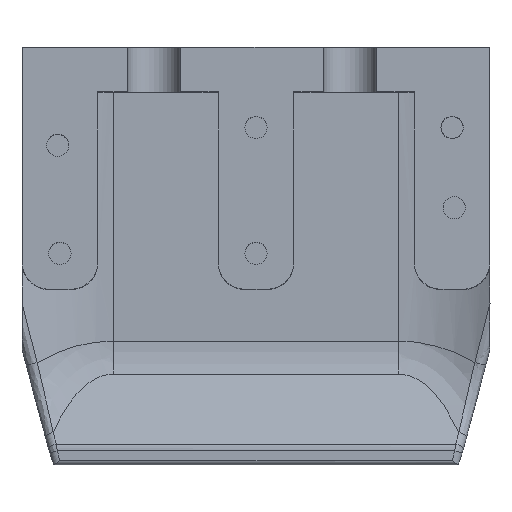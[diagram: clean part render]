
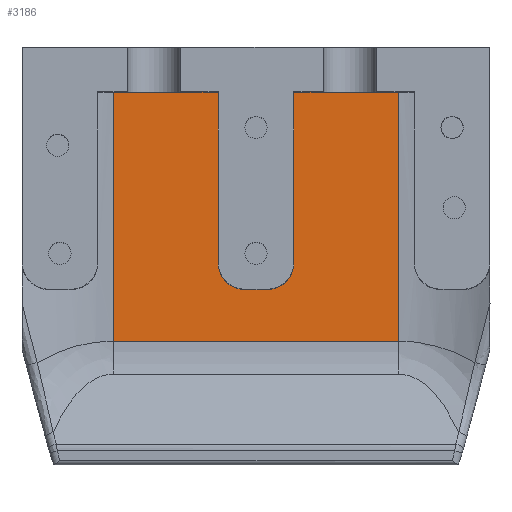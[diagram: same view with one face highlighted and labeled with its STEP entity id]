
A CAD part, top view. The second image highlights one B-rep face of the part: STEP entity #3186.
In plain terms, the highlighted planar face has unit normal (0, 0, 1).
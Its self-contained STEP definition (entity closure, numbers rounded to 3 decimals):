
#666=DIRECTION('',(1.,0.,0.));
#667=VECTOR('',#666,11.75);
#668=CARTESIAN_POINT('',(4.25,0.,-18.));
#669=LINE('',#668,#667);
#1004=DIRECTION('',(0.,-1.,0.));
#1005=VECTOR('',#1004,27.937);
#1006=CARTESIAN_POINT('',(-16.,0.,-18.));
#1007=LINE('',#1006,#1005);
#1109=DIRECTION('',(-1.,0.,0.));
#1110=VECTOR('',#1109,11.75);
#1111=CARTESIAN_POINT('',(-4.25,0.,-18.));
#1112=LINE('',#1111,#1110);
#1130=DIRECTION('',(0.,-1.,0.));
#1131=VECTOR('',#1130,19.15);
#1132=CARTESIAN_POINT('',(-4.25,0.,-18.));
#1133=LINE('',#1132,#1131);
#1138=CARTESIAN_POINT('',(-1.25,-19.15,-18.));
#1139=DIRECTION('',(0.,0.,-1.));
#1140=DIRECTION('',(0.,-1.,0.));
#1141=AXIS2_PLACEMENT_3D('',#1138,#1139,#1140);
#1147=DIRECTION('',(1.,0.,0.));
#1148=VECTOR('',#1147,2.5);
#1149=CARTESIAN_POINT('',(-1.25,-22.15,-18.));
#1150=LINE('',#1149,#1148);
#1155=CARTESIAN_POINT('',(1.25,-19.15,-18.));
#1156=DIRECTION('',(0.,0.,-1.));
#1157=DIRECTION('',(1.,0.,0.));
#1158=AXIS2_PLACEMENT_3D('',#1155,#1156,#1157);
#1164=DIRECTION('',(0.,1.,0.));
#1165=VECTOR('',#1164,19.15);
#1166=CARTESIAN_POINT('',(4.25,-19.15,-18.));
#1167=LINE('',#1166,#1165);
#1168=DIRECTION('',(0.,-1.,0.));
#1169=VECTOR('',#1168,27.937);
#1170=CARTESIAN_POINT('',(16.,0.,-18.));
#1171=LINE('',#1170,#1169);
#1172=DIRECTION('',(-1.,0.,0.));
#1173=VECTOR('',#1172,32.);
#1174=CARTESIAN_POINT('',(16.,-27.937,-18.));
#1175=LINE('',#1174,#1173);
#1618=CARTESIAN_POINT('',(4.25,0.,-18.));
#1619=CARTESIAN_POINT('',(16.,0.,-18.));
#1620=VERTEX_POINT('',#1618);
#1621=VERTEX_POINT('',#1619);
#1624=CARTESIAN_POINT('',(-4.25,0.,-18.));
#1625=CARTESIAN_POINT('',(-16.,0.,-18.));
#1626=VERTEX_POINT('',#1624);
#1627=VERTEX_POINT('',#1625);
#1658=CARTESIAN_POINT('',(16.,-27.937,-18.));
#1659=CARTESIAN_POINT('',(-16.,-27.937,-18.));
#1660=VERTEX_POINT('',#1658);
#1661=VERTEX_POINT('',#1659);
#1683=CARTESIAN_POINT('',(1.25,-22.15,-18.));
#1685=VERTEX_POINT('',#1683);
#1688=CARTESIAN_POINT('',(4.25,-19.15,-18.));
#1689=VERTEX_POINT('',#1688);
#1691=CARTESIAN_POINT('',(-4.25,-19.15,-18.));
#1693=VERTEX_POINT('',#1691);
#1696=CARTESIAN_POINT('',(-1.25,-22.15,-18.));
#1697=VERTEX_POINT('',#1696);
#3167=CARTESIAN_POINT('',(16.,5.,-18.));
#3168=DIRECTION('',(0.,0.,1.));
#3169=DIRECTION('',(-1.,0.,0.));
#3170=AXIS2_PLACEMENT_3D('',#3167,#3168,#3169);
#3171=PLANE('',#3170);
#3172=ORIENTED_EDGE('',*,*,#3105,.T.);
#3173=ORIENTED_EDGE('',*,*,#3121,.F.);
#3174=ORIENTED_EDGE('',*,*,#3133,.T.);
#3175=ORIENTED_EDGE('',*,*,#3149,.F.);
#3176=ORIENTED_EDGE('',*,*,#3162,.T.);
#3177=ORIENTED_EDGE('',*,*,#2457,.T.);
#3179=ORIENTED_EDGE('',*,*,#3178,.T.);
#3181=ORIENTED_EDGE('',*,*,#3180,.T.);
#3182=ORIENTED_EDGE('',*,*,#2979,.F.);
#3183=ORIENTED_EDGE('',*,*,#3052,.F.);
#3184=EDGE_LOOP('',(#3172,#3173,#3174,#3175,#3176,#3177,#3179,#3181,#3182,
#3183));
#3185=FACE_OUTER_BOUND('',#3184,.F.);
#3186=ADVANCED_FACE('',(#3185),#3171,.T.);
#1142=CIRCLE('',#1141,3.);
#1159=CIRCLE('',#1158,3.);
#2457=EDGE_CURVE('',#1620,#1621,#669,.T.);
#2979=EDGE_CURVE('',#1627,#1661,#1007,.T.);
#3052=EDGE_CURVE('',#1626,#1627,#1112,.T.);
#3105=EDGE_CURVE('',#1626,#1693,#1133,.T.);
#3121=EDGE_CURVE('',#1697,#1693,#1142,.T.);
#3133=EDGE_CURVE('',#1697,#1685,#1150,.T.);
#3149=EDGE_CURVE('',#1689,#1685,#1159,.T.);
#3162=EDGE_CURVE('',#1689,#1620,#1167,.T.);
#3178=EDGE_CURVE('',#1621,#1660,#1171,.T.);
#3180=EDGE_CURVE('',#1660,#1661,#1175,.T.);
